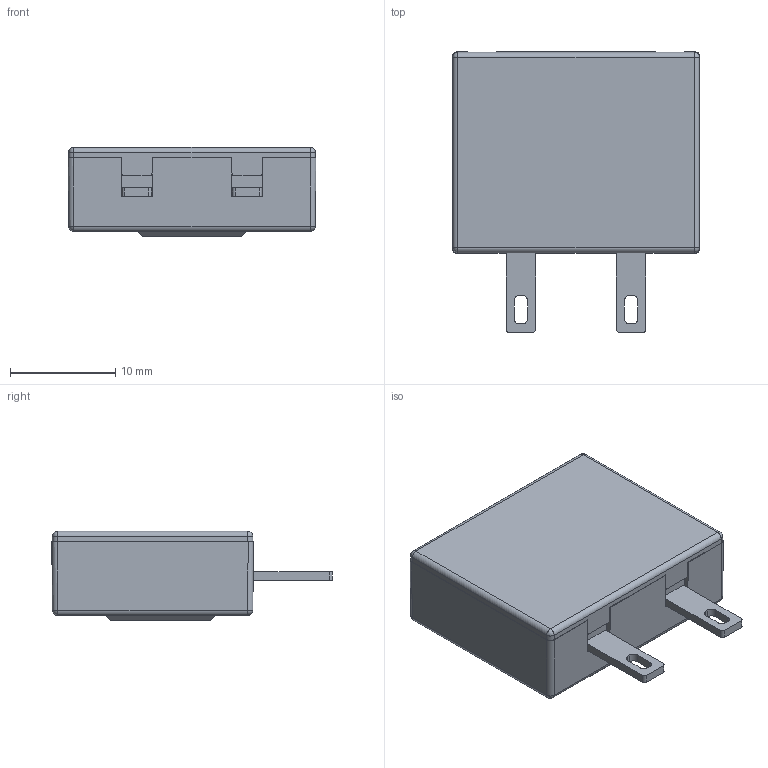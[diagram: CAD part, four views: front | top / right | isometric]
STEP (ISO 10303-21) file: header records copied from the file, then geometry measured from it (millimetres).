
FILE_DESCRIPTION(/* description */ (''),/* implementation_level */ '2;1');
FILE_NAME(/* name */ 'VE_LED230_ipt.stp',/* time_stamp */ '2015-09-21T13:27:16+02:00',/* author */ ('mharscher'),/* organization */ (''),/* preprocessor_version */ 'ST-DEVELOPER v15.2',/* originating_system */ 'Autodesk Inventor 2014',/* authorisation */ '');
FILE_SCHEMA (('CONFIG_CONTROL_DESIGN'));
Length unit declared in the file: millimetre
Products named in the file (1): VE_LED230
Bounding box: 23.6 x 26.7 x 8.5 mm (x, y, z)
Volume: 3656.7 mm3; surface area: 1684.9 mm2
Topology: 1 solids, 1 shells, 119 faces, 320 edges, 200 vertices
Faces by surface type: plane 83, cylinder 28, sphere 8
Entity records: 3667 total; most frequent: CARTESIAN_POINT 636, ORIENTED_EDGE 632, DIRECTION 620, EDGE_CURVE 316, LINE 252, VECTOR 252, VERTEX_POINT 200, AXIS2_PLACEMENT_3D 184
